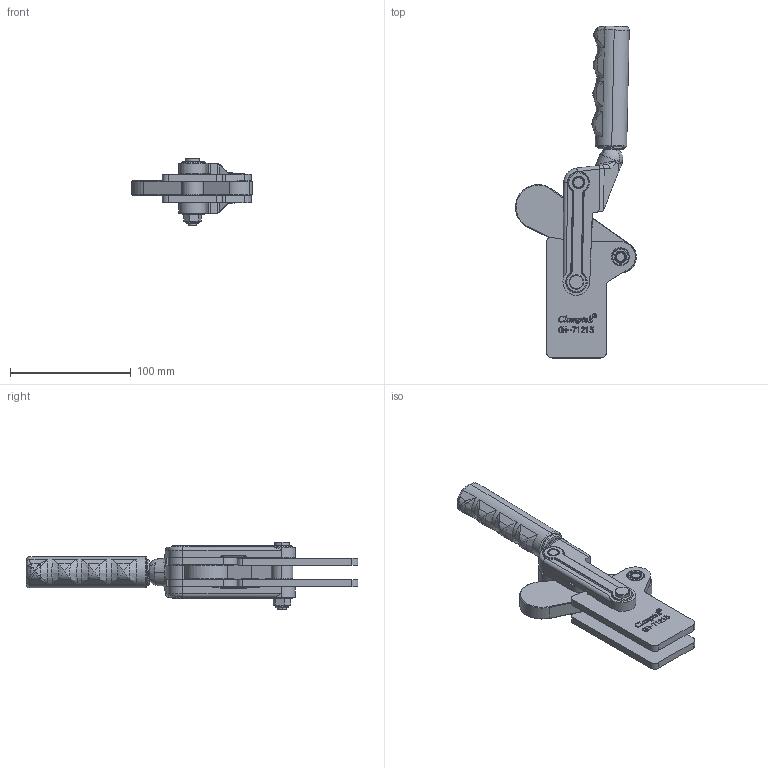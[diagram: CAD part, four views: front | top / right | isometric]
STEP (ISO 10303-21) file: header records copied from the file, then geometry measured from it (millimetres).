
FILE_DESCRIPTION (( 'STEP AP203' ), '1' );
FILE_NAME ('CH-71215.STEP', '2017-12-10T06:31:11', ( 'Windows' ), ( 'Microsoft' ), 'SwSTEP 2.0', 'SolidWorks 2015', '' );
FILE_SCHEMA (( 'CONFIG_CONTROL_DESIGN' ));
Length unit declared in the file: millimetre
Products named in the file (4): 71215盓殤; 71215掛; 71215杶; CH-71215
Assembly tree (3 placements, depth 2):
  CH-71215
    71215盓殤
    71215掛
    71215杶
Bounding box: 100.29 x 275.38 x 56 mm (x, y, z)
Volume: 252991.2 mm3; surface area: 98847.5 mm2
Topology: 22 solids, 22 shells, 2244 faces, 6290 edges, 4108 vertices
Faces by surface type: plane 949, cylinder 890, bspline 231, cone 171, torus 3
Entity records: 87027 total; most frequent: CARTESIAN_POINT 28839, ORIENTED_EDGE 12554, DIRECTION 11774, EDGE_CURVE 6277, VERTEX_POINT 4108, AXIS2_PLACEMENT_3D 3993, LINE 3788, VECTOR 3788
